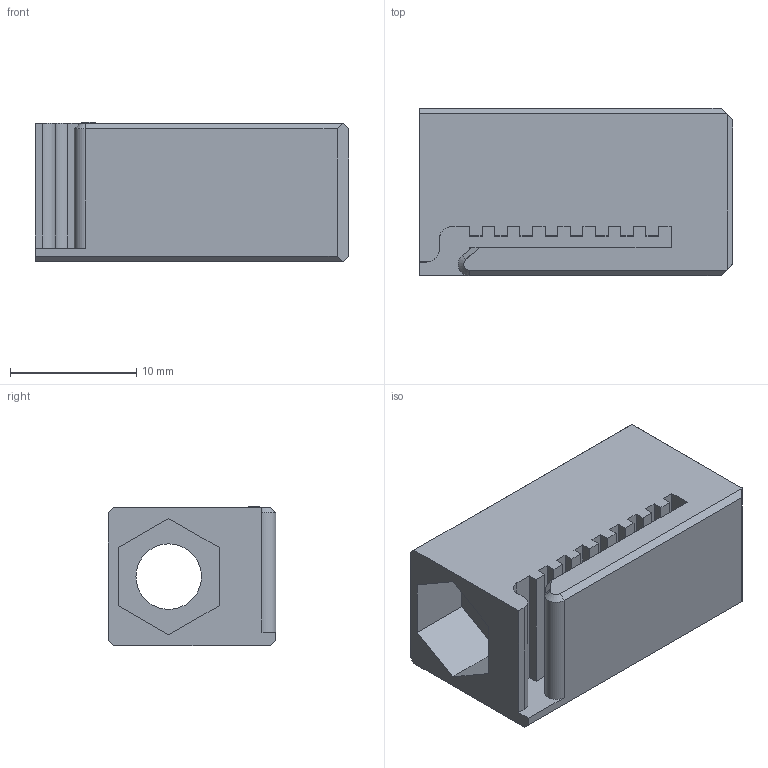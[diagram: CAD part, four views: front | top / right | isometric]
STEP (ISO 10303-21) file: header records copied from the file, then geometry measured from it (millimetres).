
FILE_DESCRIPTION(/* description */ ('STEP AP242','CAx-IF Rec.Pracs.---Representation and Presentation of Product Manufacturing Information (PMI)---4.0---2014-10-13','CAx-IF Rec.Pracs.---3D Tessellated Geometry---0.4---2014-09-14','2;1'),/* implementation_level */ '2;1');
FILE_NAME(/* name */ '6387dc28c03700152135679b',/* time_stamp */ '2022-11-30T22:41:45+00:00',/* author */ (''),/* organization */ (''),/* preprocessor_version */ 'ST-DEVELOPER v18.102',/* originating_system */ ' ',/* authorisation */ ' ');
FILE_SCHEMA (('AP242_MANAGED_MODEL_BASED_3D_ENGINEERING_MIM_LF { 1 0 10303 442 1 1 4 }'));
Length unit declared in the file: metre
Products named in the file (1): core_xy_belt_grabber
Bounding box: 24.9 x 13.3 x 11.1 mm (x, y, z)
Volume: 2615 mm3; surface area: 2370.4 mm2
Topology: 1 solids, 1 shells, 70 faces, 198 edges, 131 vertices
Faces by surface type: plane 65, cylinder 4, cone 1
Full cylindrical faces by diameter (mm): 5.2 x1
Entity records: 2242 total; most frequent: CARTESIAN_POINT 406, ORIENTED_EDGE 392, DIRECTION 344, EDGE_CURVE 196, LINE 184, VECTOR 184, VERTEX_POINT 130, AXIS2_PLACEMENT_3D 80
